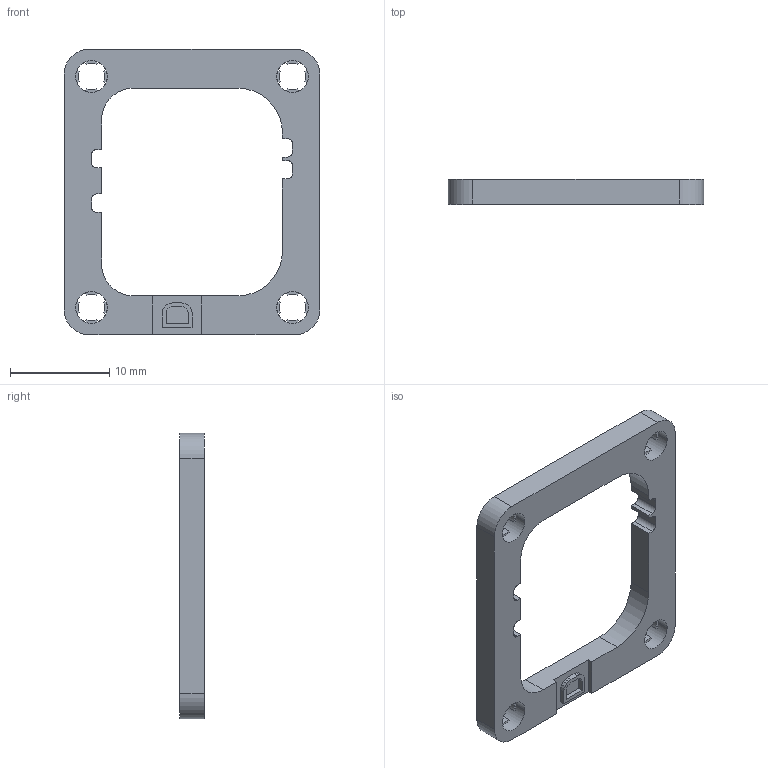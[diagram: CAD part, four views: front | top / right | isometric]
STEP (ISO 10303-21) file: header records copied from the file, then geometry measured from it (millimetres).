
FILE_DESCRIPTION((''),'2;1');
FILE_NAME('3564_0064_337','2020-01-31T',('presta_be4'),(''),'CREO PARAMETRIC BY PTC INC, 2018360','CREO PARAMETRIC BY PTC INC, 2018360','');
FILE_SCHEMA(('CONFIG_CONTROL_DESIGN'));
Length unit declared in the file: millimetre
Products named in the file (1): 3564_0064_337
Bounding box: 25.8 x 2.5 x 28.8 mm (x, y, z)
Volume: 820.8 mm3; surface area: 1239.6 mm2
Topology: 1 solids, 1 shells, 145 faces, 426 edges, 284 vertices
Faces by surface type: plane 105, cylinder 40
Entity records: 4890 total; most frequent: CARTESIAN_POINT 855, ORIENTED_EDGE 852, DIRECTION 828, EDGE_CURVE 426, VECTOR 314, LINE 314, VERTEX_POINT 284, AXIS2_PLACEMENT_3D 257
